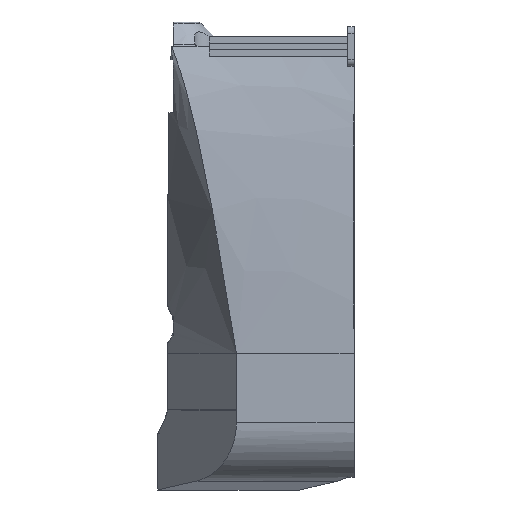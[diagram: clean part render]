
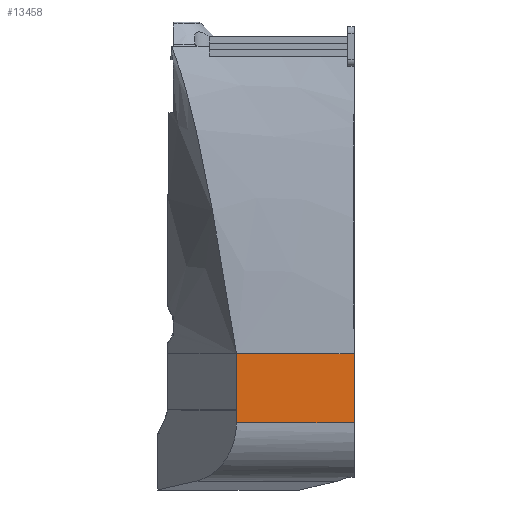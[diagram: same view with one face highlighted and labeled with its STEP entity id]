
A CAD part, front view. The second image highlights one B-rep face of the part: STEP entity #13458.
In plain terms, the highlighted planar face has unit normal (0, -1, 0).
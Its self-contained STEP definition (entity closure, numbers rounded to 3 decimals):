
#447 = ORIENTED_EDGE ( 'NONE', *, *, #2160, .T. ) ;
#538 = LINE ( 'NONE', #8876, #20455 ) ;
#637 = EDGE_CURVE ( 'NONE', #21701, #15275, #26809, .T. ) ;
#1147 = ORIENTED_EDGE ( 'NONE', *, *, #12818, .T. ) ;
#2160 = EDGE_CURVE ( 'NONE', #21701, #6552, #2418, .T. ) ;
#2418 = B_SPLINE_CURVE_WITH_KNOTS ( 'NONE', 3,
 ( #14544, #26496, #12202, #26360 ),
 .UNSPECIFIED., .F., .F.,
 ( 4, 4 ),
 ( 0., 1. ),
 .UNSPECIFIED. ) ;
#2488 = DIRECTION ( 'NONE',  ( 0., 0., -1. ) ) ;
#3140 = CARTESIAN_POINT ( 'NONE',  ( 27.4, -30.69, 2.558 ) ) ;
#3623 = ORIENTED_EDGE ( 'NONE', *, *, #637, .F. ) ;
#3811 = DIRECTION ( 'NONE',  ( 0., 0., -1. ) ) ;
#3827 = AXIS2_PLACEMENT_3D ( 'NONE', #18835, #23139, #2488 ) ;
#4300 = CARTESIAN_POINT ( 'NONE',  ( 9.563, -30.69, 4.495 ) ) ;
#5101 = EDGE_CURVE ( 'NONE', #15667, #20334, #11916, .T. ) ;
#5341 = CARTESIAN_POINT ( 'NONE',  ( 18.267, -30.69, 12.998 ) ) ;
#5485 = LINE ( 'NONE', #11931, #9594 ) ;
#6079 = DIRECTION ( 'NONE',  ( 0., 0., -1. ) ) ;
#6331 = B_SPLINE_CURVE_WITH_KNOTS ( 'NONE', 3,
 ( #4300, #16926, #8955, #14881 ),
 .UNSPECIFIED., .F., .F.,
 ( 4, 4 ),
 ( 0., 1. ),
 .UNSPECIFIED. ) ;
#6552 = VERTEX_POINT ( 'NONE', #12877 ) ;
#6886 = EDGE_CURVE ( 'NONE', #8301, #15667, #6331, .T. ) ;
#7147 = CARTESIAN_POINT ( 'NONE',  ( 9.563, -30.69, 12.995 ) ) ;
#8301 = VERTEX_POINT ( 'NONE', #11895 ) ;
#8634 = B_SPLINE_CURVE_WITH_KNOTS ( 'NONE', 3,
 ( #21766, #5341, #22043, #7147 ),
 .UNSPECIFIED., .F., .F.,
 ( 4, 4 ),
 ( 0., 1. ),
 .UNSPECIFIED. ) ;
#8876 = CARTESIAN_POINT ( 'NONE',  ( -8., -30.69, 2.558 ) ) ;
#8955 = CARTESIAN_POINT ( 'NONE',  ( 9.565, -30.69, 4.481 ) ) ;
#9594 = VECTOR ( 'NONE', #14143, 1000. ) ;
#9971 = CARTESIAN_POINT ( 'NONE',  ( 9.565, -30.69, 2.896 ) ) ;
#11499 = LINE ( 'NONE', #3140, #19282 ) ;
#11895 = CARTESIAN_POINT ( 'NONE',  ( 9.563, -30.69, 4.495 ) ) ;
#11916 = LINE ( 'NONE', #9971, #13368 ) ;
#11931 = CARTESIAN_POINT ( 'NONE',  ( 9.565, -30.69, 8.745 ) ) ;
#12202 = CARTESIAN_POINT ( 'NONE',  ( 24.212, -30.69, 13.001 ) ) ;
#12506 = PLANE ( 'NONE',  #3827 ) ;
#12818 = EDGE_CURVE ( 'NONE', #23119, #8301, #5485, .T. ) ;
#12877 = CARTESIAN_POINT ( 'NONE',  ( 22.618, -30.69, 13. ) ) ;
#13078 = ORIENTED_EDGE ( 'NONE', *, *, #5101, .T. ) ;
#13368 = VECTOR ( 'NONE', #3811, 1000. ) ;
#13458 = ADVANCED_FACE ( 'NONE', ( #16489 ), #12506, .T. ) ;
#13623 = ORIENTED_EDGE ( 'NONE', *, *, #14965, .F. ) ;
#14143 = DIRECTION ( 'NONE',  ( 0., 0., -1. ) ) ;
#14523 = DIRECTION ( 'NONE',  ( -1., 0., 0. ) ) ;
#14544 = CARTESIAN_POINT ( 'NONE',  ( 27.4, -30.69, 13.002 ) ) ;
#14577 = CARTESIAN_POINT ( 'NONE',  ( 27.4, -30.69, 39.504 ) ) ;
#14759 = CARTESIAN_POINT ( 'NONE',  ( 9.565, -30.69, 4.473 ) ) ;
#14881 = CARTESIAN_POINT ( 'NONE',  ( 9.565, -30.69, 4.473 ) ) ;
#14965 = EDGE_CURVE ( 'NONE', #26226, #20334, #538, .T. ) ;
#15275 = VERTEX_POINT ( 'NONE', #17470 ) ;
#15667 = VERTEX_POINT ( 'NONE', #14759 ) ;
#16374 = EDGE_LOOP ( 'NONE', ( #20804, #3623, #447, #20949, #1147, #18747, #13078, #13623 ) ) ;
#16489 = FACE_OUTER_BOUND ( 'NONE', #16374, .T. ) ;
#16567 = DIRECTION ( 'NONE',  ( 0., 0., -1. ) ) ;
#16926 = CARTESIAN_POINT ( 'NONE',  ( 9.565, -30.69, 4.488 ) ) ;
#17470 = CARTESIAN_POINT ( 'NONE',  ( 27.4, -30.69, 4.484 ) ) ;
#18747 = ORIENTED_EDGE ( 'NONE', *, *, #6886, .T. ) ;
#18835 = CARTESIAN_POINT ( 'NONE',  ( -8., -30.69, 11.396 ) ) ;
#19282 = VECTOR ( 'NONE', #16567, 1000. ) ;
#19728 = EDGE_CURVE ( 'NONE', #6552, #23119, #8634, .T. ) ;
#20334 = VERTEX_POINT ( 'NONE', #20568 ) ;
#20455 = VECTOR ( 'NONE', #14523, 1000. ) ;
#20476 = CARTESIAN_POINT ( 'NONE',  ( 27.4, -30.69, 2.558 ) ) ;
#20568 = CARTESIAN_POINT ( 'NONE',  ( 9.565, -30.69, 2.558 ) ) ;
#20804 = ORIENTED_EDGE ( 'NONE', *, *, #26878, .F. ) ;
#20949 = ORIENTED_EDGE ( 'NONE', *, *, #19728, .T. ) ;
#21701 = VERTEX_POINT ( 'NONE', #22282 ) ;
#21766 = CARTESIAN_POINT ( 'NONE',  ( 22.618, -30.69, 13. ) ) ;
#22043 = CARTESIAN_POINT ( 'NONE',  ( 13.916, -30.69, 12.997 ) ) ;
#22282 = CARTESIAN_POINT ( 'NONE',  ( 27.4, -30.69, 13.002 ) ) ;
#23119 = VERTEX_POINT ( 'NONE', #25543 ) ;
#23139 = DIRECTION ( 'NONE',  ( 0., -1., 0. ) ) ;
#24557 = VECTOR ( 'NONE', #6079, 1000. ) ;
#25543 = CARTESIAN_POINT ( 'NONE',  ( 9.563, -30.69, 12.995 ) ) ;
#26226 = VERTEX_POINT ( 'NONE', #20476 ) ;
#26360 = CARTESIAN_POINT ( 'NONE',  ( 22.618, -30.69, 13. ) ) ;
#26496 = CARTESIAN_POINT ( 'NONE',  ( 25.806, -30.69, 13.001 ) ) ;
#26809 = LINE ( 'NONE', #14577, #24557 ) ;
#26878 = EDGE_CURVE ( 'NONE', #15275, #26226, #11499, .T. ) ;
